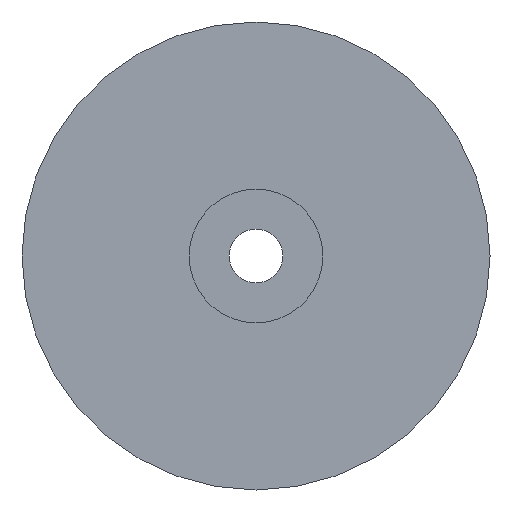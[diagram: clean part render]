
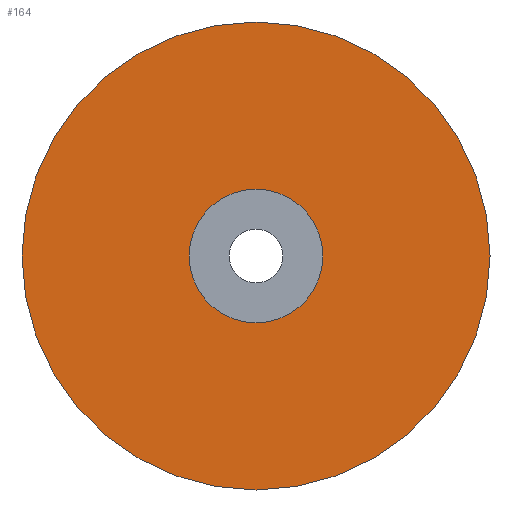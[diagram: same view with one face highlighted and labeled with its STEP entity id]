
A CAD part, front view. The second image highlights one B-rep face of the part: STEP entity #164.
In plain terms, the highlighted planar face has unit normal (0, -1, 0).
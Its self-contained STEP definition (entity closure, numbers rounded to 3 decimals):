
#20=FACE_BOUND('',#56,.T.);
#26=PLANE('',#208);
#38=FACE_OUTER_BOUND('',#55,.T.);
#55=EDGE_LOOP('',(#145));
#56=EDGE_LOOP('',(#146));
#74=CIRCLE('',#195,5.);
#80=CIRCLE('',#206,17.5);
#86=VERTEX_POINT('',#283);
#92=VERTEX_POINT('',#303);
#101=EDGE_CURVE('',#86,#86,#74,.T.);
#110=EDGE_CURVE('',#92,#92,#80,.T.);
#145=ORIENTED_EDGE('',*,*,#110,.F.);
#146=ORIENTED_EDGE('',*,*,#101,.T.);
#164=ADVANCED_FACE('',(#38,#20),#26,.F.);
#195=AXIS2_PLACEMENT_3D('',#285,#234,#235);
#206=AXIS2_PLACEMENT_3D('',#305,#259,#260);
#208=AXIS2_PLACEMENT_3D('',#307,#263,#264);
#234=DIRECTION('center_axis',(0.,1.,0.));
#235=DIRECTION('ref_axis',(1.,0.,0.));
#259=DIRECTION('center_axis',(0.,1.,0.));
#260=DIRECTION('ref_axis',(-1.,0.,0.));
#263=DIRECTION('center_axis',(0.,1.,0.));
#264=DIRECTION('ref_axis',(0.,0.,1.));
#283=CARTESIAN_POINT('',(292.119,0.,141.331));
#285=CARTESIAN_POINT('Origin',(297.119,0.,141.331));
#303=CARTESIAN_POINT('',(314.619,0.,141.331));
#305=CARTESIAN_POINT('Origin',(297.119,0.,141.331));
#307=CARTESIAN_POINT('Origin',(297.119,0.,141.331));
